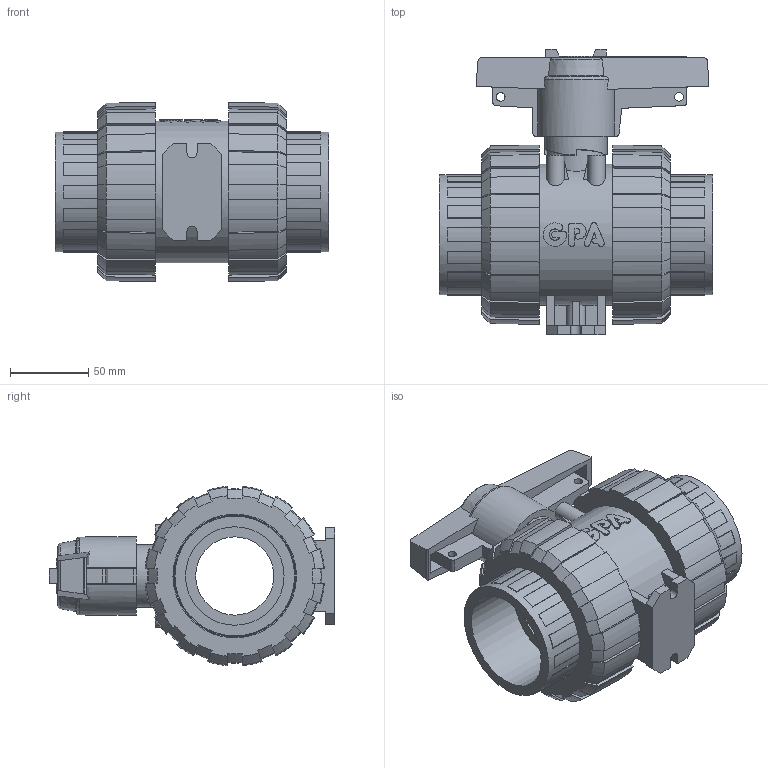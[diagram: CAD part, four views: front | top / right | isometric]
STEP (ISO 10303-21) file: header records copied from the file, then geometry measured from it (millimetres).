
FILE_DESCRIPTION(/* description */ ('PVC Ball Valve type M1 with EPDM gasket and PVC Sockets, Ø63/DN50, PN16'),/* implementation_level */ '2;1');
FILE_NAME(/* name */ 'M1IU-E-063',/* time_stamp */ '2022-08-04T16:47:02+02:00',/* author */ ('COAB Solutions - www.coabsolutions.com'),/* organization */ ('GPA Flowsystem'),/* preprocessor_version */ 'ST-DEVELOPER v18.1',/* originating_system */ 'coabsolutions.com',/* authorisation */ 'unknown authorization');
FILE_SCHEMA (('AUTOMOTIVE_DESIGN { 1 0 10303 214 3 1 1 }'));
Length unit declared in the file: millimetre
Products named in the file (1): M1IU-E-063
Bounding box: 174.8 x 182.67 x 114.61 mm (x, y, z)
Volume: 1034506.2 mm3; surface area: 186968.1 mm2
Topology: 1 solids, 3 shells, 583 faces, 1682 edges, 1117 vertices
Faces by surface type: plane 328, cone 140, cylinder 86, bspline 21, torus 8
Full cylindrical faces by diameter (mm): 5.5 x2, 11.4 x4, 40 x1, 50 x1, 63 x2, 63.168 x2, 76.5 x2, 77.8 x2, 79 x2, 90.1 x2, 90.4 x3
Entity records: 20034 total; most frequent: CARTESIAN_POINT 5001, ORIENTED_EDGE 3364, DIRECTION 2967, EDGE_CURVE 1682, VERTEX_POINT 1117, AXIS2_PLACEMENT_3D 1076, LINE 815, VECTOR 815
